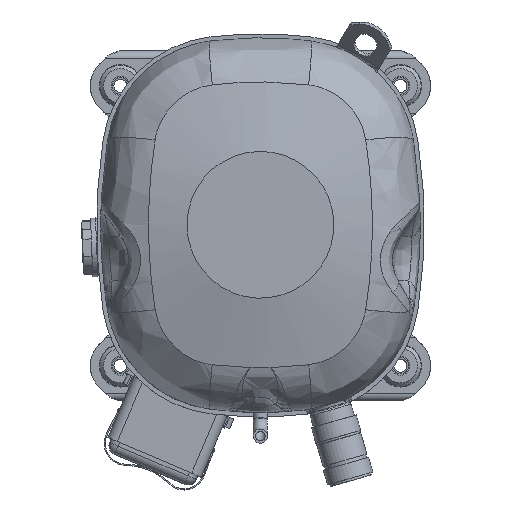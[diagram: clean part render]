
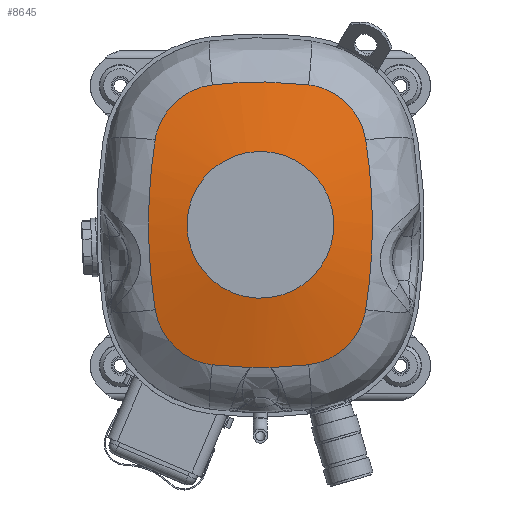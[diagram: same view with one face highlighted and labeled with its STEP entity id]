
A CAD part, top view. The second image highlights one B-rep face of the part: STEP entity #8645.
In plain terms, the highlighted spherical face has radius 358.8 mm.
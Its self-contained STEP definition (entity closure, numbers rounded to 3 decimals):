
#425=SPHERICAL_SURFACE('',#32307,358.8);
#6130=B_SPLINE_CURVE_WITH_KNOTS('',3,(#64851,#64852,#64853,#64854,#64855,
#64856,#64857,#64858),.UNSPECIFIED.,.F.,.F.,(4,2,2,4),(0.,0.5,0.75,1.),
 .UNSPECIFIED.);
#6131=B_SPLINE_CURVE_WITH_KNOTS('',3,(#64861,#64862,#64863,#64864),
 .UNSPECIFIED.,.F.,.F.,(4,4),(0.,1.),.UNSPECIFIED.);
#6132=B_SPLINE_CURVE_WITH_KNOTS('',3,(#64866,#64867,#64868,#64869),
 .UNSPECIFIED.,.F.,.F.,(4,4),(0.,1.),.UNSPECIFIED.);
#6133=B_SPLINE_CURVE_WITH_KNOTS('',3,(#64871,#64872,#64873,#64874),
 .UNSPECIFIED.,.F.,.F.,(4,4),(0.,1.),.UNSPECIFIED.);
#6134=B_SPLINE_CURVE_WITH_KNOTS('',3,(#64876,#64877,#64878,#64879,#64880,
#64881,#64882,#64883),.UNSPECIFIED.,.F.,.F.,(4,2,2,4),(0.,0.5,0.75,1.),
 .UNSPECIFIED.);
#6135=B_SPLINE_CURVE_WITH_KNOTS('',3,(#64885,#64886,#64887,#64888,#64889,
#64890,#64891,#64892),.UNSPECIFIED.,.F.,.F.,(4,2,2,4),(0.,0.25,0.5,1.),
 .UNSPECIFIED.);
#6136=B_SPLINE_CURVE_WITH_KNOTS('',3,(#64894,#64895,#64896,#64897,#64898,
#64899,#64900,#64901),.UNSPECIFIED.,.F.,.F.,(4,2,2,4),(0.,0.5,0.75,1.),
 .UNSPECIFIED.);
#6137=B_SPLINE_CURVE_WITH_KNOTS('',3,(#64903,#64904,#64905,#64906),
 .UNSPECIFIED.,.F.,.F.,(4,4),(0.,1.),.UNSPECIFIED.);
#6138=B_SPLINE_CURVE_WITH_KNOTS('',3,(#64908,#64909,#64910,#64911,#64912,
#64913,#64914,#64915),.UNSPECIFIED.,.F.,.F.,(4,2,2,4),(0.,0.5,0.75,1.),
 .UNSPECIFIED.);
#6139=B_SPLINE_CURVE_WITH_KNOTS('',3,(#64917,#64918,#64919,#64920,#64921,
#64922,#64923,#64924),.UNSPECIFIED.,.F.,.F.,(4,2,2,4),(0.,0.25,0.5,1.),
 .UNSPECIFIED.);
#8645=ADVANCED_FACE('',(#10480,#10481),#425,.T.);
#10480=FACE_BOUND('',#12272,.T.);
#10481=FACE_BOUND('',#12273,.T.);
#12272=EDGE_LOOP('',(#18423,#18424,#18425,#18426,#18427,#18428,#18429,#18430,
#18431,#18432));
#12273=EDGE_LOOP('',(#18433));
#18423=ORIENTED_EDGE('',*,*,#27378,.T.);
#18424=ORIENTED_EDGE('',*,*,#27379,.T.);
#18425=ORIENTED_EDGE('',*,*,#27380,.T.);
#18426=ORIENTED_EDGE('',*,*,#27381,.T.);
#18427=ORIENTED_EDGE('',*,*,#27382,.T.);
#18428=ORIENTED_EDGE('',*,*,#27383,.T.);
#18429=ORIENTED_EDGE('',*,*,#27384,.T.);
#18430=ORIENTED_EDGE('',*,*,#27385,.T.);
#18431=ORIENTED_EDGE('',*,*,#27386,.T.);
#18432=ORIENTED_EDGE('',*,*,#27387,.T.);
#18433=ORIENTED_EDGE('',*,*,#27388,.T.);
#23604=VERTEX_POINT('',#64859);
#23605=VERTEX_POINT('',#64860);
#23606=VERTEX_POINT('',#64865);
#23607=VERTEX_POINT('',#64870);
#23608=VERTEX_POINT('',#64875);
#23609=VERTEX_POINT('',#64884);
#23610=VERTEX_POINT('',#64893);
#23611=VERTEX_POINT('',#64902);
#23612=VERTEX_POINT('',#64907);
#23613=VERTEX_POINT('',#64916);
#23614=VERTEX_POINT('',#64926);
#27378=EDGE_CURVE('',#23604,#23605,#6130,.T.);
#27379=EDGE_CURVE('',#23605,#23606,#6131,.T.);
#27380=EDGE_CURVE('',#23606,#23607,#6132,.T.);
#27381=EDGE_CURVE('',#23607,#23608,#6133,.T.);
#27382=EDGE_CURVE('',#23608,#23609,#6134,.T.);
#27383=EDGE_CURVE('',#23609,#23610,#6135,.T.);
#27384=EDGE_CURVE('',#23610,#23611,#6136,.T.);
#27385=EDGE_CURVE('',#23611,#23612,#6137,.T.);
#27386=EDGE_CURVE('',#23612,#23613,#6138,.T.);
#27387=EDGE_CURVE('',#23613,#23604,#6139,.T.);
#27388=EDGE_CURVE('',#23614,#23614,#30050,.T.);
#30050=CIRCLE('',#32306,49.993);
#32306=AXIS2_PLACEMENT_3D('',#64925,#38011,#38012);
#32307=AXIS2_PLACEMENT_3D('',#64927,#38013,#38014);
#38011=DIRECTION('',(0.,0.,-1.));
#38012=DIRECTION('',(-1.,0.,0.));
#38013=DIRECTION('',(0.,0.,-1.));
#38014=DIRECTION('',(0.,1.,0.));
#64851=CARTESIAN_POINT('',(-71.671,-57.782,190.688));
#64852=CARTESIAN_POINT('',(-70.155,-67.342,189.408));
#64853=CARTESIAN_POINT('',(-65.544,-76.239,188.463));
#64854=CARTESIAN_POINT('',(-55.062,-86.381,187.801));
#64855=CARTESIAN_POINT('',(-51.098,-89.138,187.709));
#64856=CARTESIAN_POINT('',(-42.301,-93.34,187.789));
#64857=CARTESIAN_POINT('',(-37.683,-94.688,187.957));
#64858=CARTESIAN_POINT('',(-32.847,-95.284,188.254));
#64859=CARTESIAN_POINT('',(-71.671,-57.782,190.688));
#64860=CARTESIAN_POINT('',(-32.847,-95.284,188.254));
#64861=CARTESIAN_POINT('',(-32.847,-95.284,188.254));
#64862=CARTESIAN_POINT('',(-24.107,-96.361,188.789));
#64863=CARTESIAN_POINT('',(-15.327,-97.007,189.11));
#64864=CARTESIAN_POINT('',(-6.509,-97.221,189.216));
#64865=CARTESIAN_POINT('',(-6.509,-97.221,189.216));
#64866=CARTESIAN_POINT('',(-6.509,-97.221,189.216));
#64867=CARTESIAN_POINT('',(-2.236,-96.6,189.472));
#64868=CARTESIAN_POINT('',(2.185,-96.592,189.475));
#64869=CARTESIAN_POINT('',(6.509,-97.221,189.216));
#64870=CARTESIAN_POINT('',(6.509,-97.221,189.216));
#64871=CARTESIAN_POINT('',(6.509,-97.221,189.216));
#64872=CARTESIAN_POINT('',(15.327,-97.007,189.11));
#64873=CARTESIAN_POINT('',(24.107,-96.361,188.789));
#64874=CARTESIAN_POINT('',(32.847,-95.284,188.254));
#64875=CARTESIAN_POINT('',(32.847,-95.284,188.254));
#64876=CARTESIAN_POINT('',(32.847,-95.284,188.254));
#64877=CARTESIAN_POINT('',(42.521,-94.092,187.661));
#64878=CARTESIAN_POINT('',(51.622,-89.724,187.581));
#64879=CARTESIAN_POINT('',(62.077,-79.586,188.245));
#64880=CARTESIAN_POINT('',(64.956,-75.715,188.587));
#64881=CARTESIAN_POINT('',(69.42,-67.105,189.499));
#64882=CARTESIAN_POINT('',(70.913,-62.562,190.048));
#64883=CARTESIAN_POINT('',(71.671,-57.782,190.688));
#64884=CARTESIAN_POINT('',(71.671,-57.782,190.688));
#64885=CARTESIAN_POINT('',(71.671,-57.782,190.688));
#64886=CARTESIAN_POINT('',(73.189,-48.21,191.969));
#64887=CARTESIAN_POINT('',(74.336,-38.52,192.931));
#64888=CARTESIAN_POINT('',(75.854,-19.164,194.201));
#64889=CARTESIAN_POINT('',(76.227,-9.503,194.513));
#64890=CARTESIAN_POINT('',(76.216,19.425,194.504));
#64891=CARTESIAN_POINT('',(74.707,38.64,193.25));
#64892=CARTESIAN_POINT('',(71.671,57.782,190.688));
#64893=CARTESIAN_POINT('',(71.671,57.782,190.688));
#64894=CARTESIAN_POINT('',(71.671,57.782,190.688));
#64895=CARTESIAN_POINT('',(70.155,67.342,189.408));
#64896=CARTESIAN_POINT('',(65.544,76.239,188.463));
#64897=CARTESIAN_POINT('',(55.062,86.381,187.801));
#64898=CARTESIAN_POINT('',(51.098,89.138,187.709));
#64899=CARTESIAN_POINT('',(42.301,93.34,187.789));
#64900=CARTESIAN_POINT('',(37.683,94.688,187.957));
#64901=CARTESIAN_POINT('',(32.847,95.284,188.254));
#64902=CARTESIAN_POINT('',(32.847,95.284,188.254));
#64903=CARTESIAN_POINT('',(32.847,95.284,188.254));
#64904=CARTESIAN_POINT('',(10.949,97.982,189.596));
#64905=CARTESIAN_POINT('',(-10.949,97.982,189.596));
#64906=CARTESIAN_POINT('',(-32.847,95.284,188.254));
#64907=CARTESIAN_POINT('',(-32.847,95.284,188.254));
#64908=CARTESIAN_POINT('',(-32.847,95.284,188.254));
#64909=CARTESIAN_POINT('',(-42.521,94.092,187.661));
#64910=CARTESIAN_POINT('',(-51.622,89.724,187.581));
#64911=CARTESIAN_POINT('',(-62.077,79.586,188.245));
#64912=CARTESIAN_POINT('',(-64.956,75.715,188.587));
#64913=CARTESIAN_POINT('',(-69.42,67.105,189.499));
#64914=CARTESIAN_POINT('',(-70.913,62.562,190.048));
#64915=CARTESIAN_POINT('',(-71.671,57.782,190.688));
#64916=CARTESIAN_POINT('',(-71.671,57.782,190.688));
#64917=CARTESIAN_POINT('',(-71.671,57.782,190.688));
#64918=CARTESIAN_POINT('',(-73.189,48.21,191.969));
#64919=CARTESIAN_POINT('',(-74.336,38.52,192.931));
#64920=CARTESIAN_POINT('',(-75.854,19.164,194.201));
#64921=CARTESIAN_POINT('',(-76.227,9.503,194.513));
#64922=CARTESIAN_POINT('',(-76.216,-19.425,194.504));
#64923=CARTESIAN_POINT('',(-74.707,-38.64,193.25));
#64924=CARTESIAN_POINT('',(-71.671,-57.782,190.688));
#64925=CARTESIAN_POINT('',(0.,0.,199.2));
#64926=CARTESIAN_POINT('',(-49.993,0.,199.2));
#64927=CARTESIAN_POINT('',(0.,0.,-156.1));
